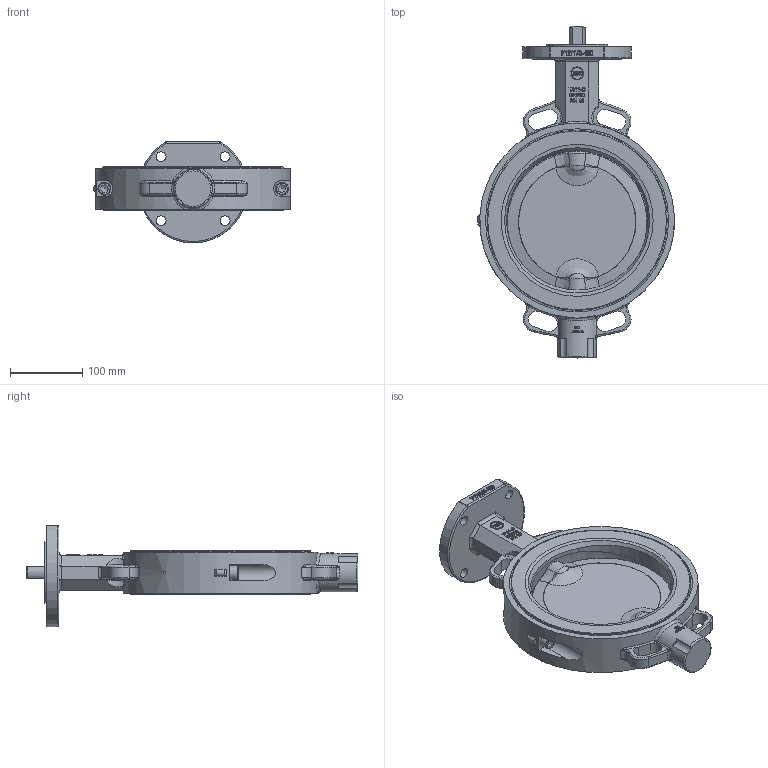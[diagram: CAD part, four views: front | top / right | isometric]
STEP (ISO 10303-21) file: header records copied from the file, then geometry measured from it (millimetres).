
FILE_DESCRIPTION((''),'2;1');
FILE_NAME('T211-C DN200.stp','2014-11-11T09:58:53',('hellwig'),(''),'Autodesk Inventor 2013','Autodesk Inventor 2013','');
FILE_SCHEMA(('AUTOMOTIVE_DESIGN { 1 0 10303 214 1 1 1 1 }'));
Length unit declared in the file: millimetre
Products named in the file (1): M21418_Shrinkwrap_1
Bounding box: 271.89 x 458.5 x 140.8 mm (x, y, z)
Volume: 2379805 mm3; surface area: 400991.9 mm2
Topology: 1 solids, 7 shells, 863 faces, 2228 edges, 1426 vertices
Faces by surface type: plane 343, bspline 269, cylinder 137, torus 62, cone 44, sphere 8
Full cylindrical faces by diameter (mm): 3 x2, 3.2 x2, 4.134 x1, 10.106 x2, 12 x3, 12.5 x2, 13.5 x4, 18 x2, 22 x3, 23 x1, 25 x3, 27 x2, 27.2 x1, 30 x1, 38 x2, 53 x1, 84.9 x1, 201.5 x1, 204.4 x2, 249 x2, 253 x2
Entity records: 44469 total; most frequent: CARTESIAN_POINT 25376, ORIENTED_EDGE 4190, DIRECTION 3054, EDGE_CURVE 2095, VERTEX_POINT 1392, AXIS2_PLACEMENT_3D 1052, EDGE_LOOP 1043, VECTOR 950
